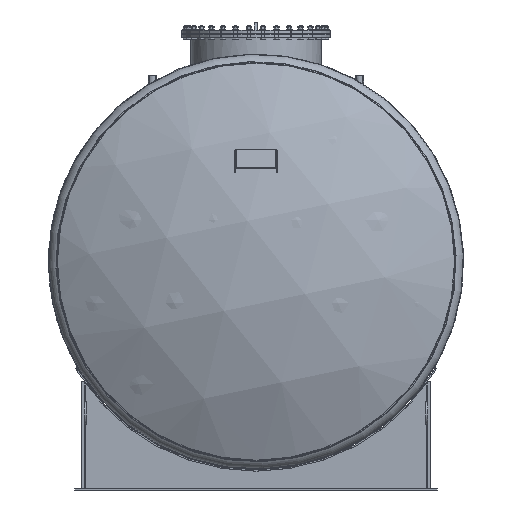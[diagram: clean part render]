
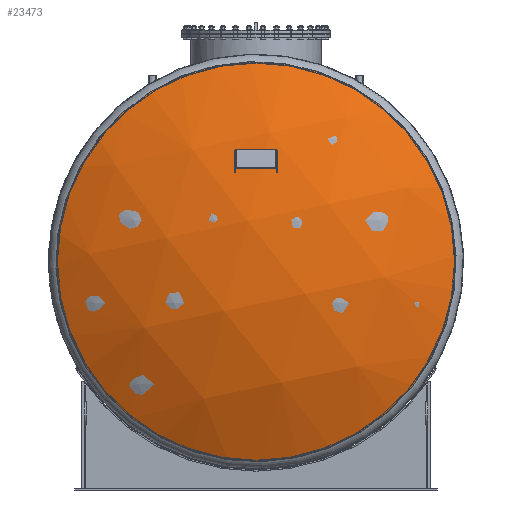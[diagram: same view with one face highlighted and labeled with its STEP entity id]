
A CAD part, left-side view. The second image highlights one B-rep face of the part: STEP entity #23473.
In plain terms, the highlighted spherical face has radius 2009 mm.
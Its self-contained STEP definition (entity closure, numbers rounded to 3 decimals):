
#1156=SPHERICAL_SURFACE('',#25415,2009.);
#1604=CIRCLE('',#25413,966.754);
#3449=FACE_OUTER_BOUND('',#5051,.T.);
#5051=EDGE_LOOP('',(#15411));
#9814=VERTEX_POINT('',#34976);
#11953=EDGE_CURVE('',#9814,#9814,#1604,.T.);
#15411=ORIENTED_EDGE('',*,*,#11953,.T.);
#23473=ADVANCED_FACE('',(#3449),#1156,.T.);
#25413=AXIS2_PLACEMENT_3D('',#34977,#28234,#28235);
#25415=AXIS2_PLACEMENT_3D('',#34979,#28238,#28239);
#28234=DIRECTION('center_axis',(-1.,0.,0.));
#28235=DIRECTION('ref_axis',(0.,-0.979,0.205));
#28238=DIRECTION('center_axis',(0.,0.205,
0.979));
#28239=DIRECTION('ref_axis',(0.,-0.979,0.205));
#34976=CARTESIAN_POINT('',(-2517.745,197.858,946.29));
#34977=CARTESIAN_POINT('Origin',(-2517.745,0.,
0.));
#34979=CARTESIAN_POINT('Origin',(-756.647,0.,
0.));
